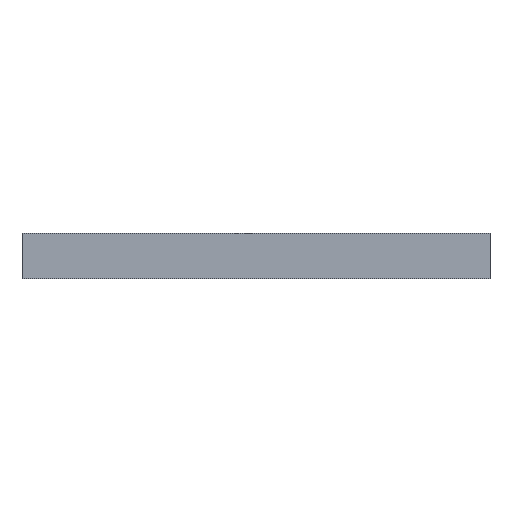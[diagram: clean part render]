
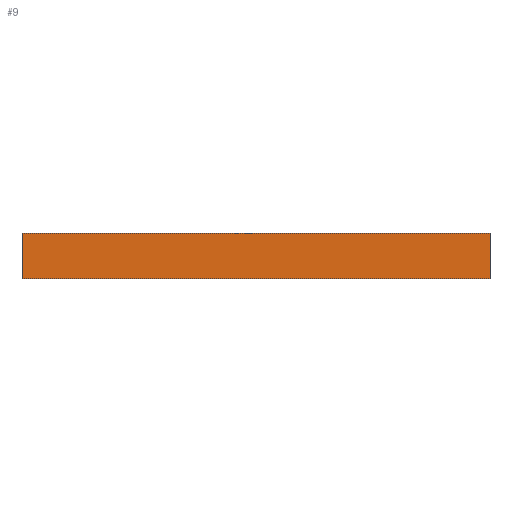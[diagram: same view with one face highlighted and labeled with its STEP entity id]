
A CAD part, left-side view. The second image highlights one B-rep face of the part: STEP entity #9.
In plain terms, the highlighted planar face has unit normal (-1, 0, 0).
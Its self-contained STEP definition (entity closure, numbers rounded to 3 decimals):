
#9 = ADVANCED_FACE ( 'NONE', ( #1001 ), #993, .T. ) ;
#54 = DIRECTION ( 'NONE',  ( 0., -1., 0. ) ) ;
#146 = LINE ( 'NONE', #160, #848 ) ;
#150 = CARTESIAN_POINT ( 'NONE',  ( 0., 0., 3. ) ) ;
#160 = CARTESIAN_POINT ( 'NONE',  ( 0., 0., 0. ) ) ;
#174 = EDGE_CURVE ( 'NONE', #548, #437, #925, .T. ) ;
#276 = EDGE_CURVE ( 'NONE', #548, #646, #146, .T. ) ;
#323 = LINE ( 'NONE', #552, #933 ) ;
#347 = ORIENTED_EDGE ( 'NONE', *, *, #276, .T. ) ;
#368 = DIRECTION ( 'NONE',  ( 0., -1., 0. ) ) ;
#377 = AXIS2_PLACEMENT_3D ( 'NONE', #902, #532, #54 ) ;
#437 = VERTEX_POINT ( 'NONE', #723 ) ;
#457 = LINE ( 'NONE', #150, #622 ) ;
#458 = DIRECTION ( 'NONE',  ( 0., 0., 1. ) ) ;
#463 = DIRECTION ( 'NONE',  ( 0., -1., 0. ) ) ;
#507 = ORIENTED_EDGE ( 'NONE', *, *, #594, .F. ) ;
#528 = EDGE_LOOP ( 'NONE', ( #347, #587, #507, #858 ) ) ;
#532 = DIRECTION ( 'NONE',  ( -1., 0., 0. ) ) ;
#548 = VERTEX_POINT ( 'NONE', #592 ) ;
#552 = CARTESIAN_POINT ( 'NONE',  ( 0., -31., 0. ) ) ;
#587 = ORIENTED_EDGE ( 'NONE', *, *, #744, .T. ) ;
#592 = CARTESIAN_POINT ( 'NONE',  ( 0., 0., 0. ) ) ;
#594 = EDGE_CURVE ( 'NONE', #437, #759, #457, .T. ) ;
#622 = VECTOR ( 'NONE', #463, 1000. ) ;
#638 = DIRECTION ( 'NONE',  ( 0., 0., 1. ) ) ;
#646 = VERTEX_POINT ( 'NONE', #675 ) ;
#675 = CARTESIAN_POINT ( 'NONE',  ( 0., -31., 0. ) ) ;
#701 = CARTESIAN_POINT ( 'NONE',  ( 0., -31., 3. ) ) ;
#723 = CARTESIAN_POINT ( 'NONE',  ( 0., 0., 3. ) ) ;
#744 = EDGE_CURVE ( 'NONE', #646, #759, #323, .T. ) ;
#759 = VERTEX_POINT ( 'NONE', #701 ) ;
#848 = VECTOR ( 'NONE', #368, 1000. ) ;
#858 = ORIENTED_EDGE ( 'NONE', *, *, #174, .F. ) ;
#894 = VECTOR ( 'NONE', #458, 1000. ) ;
#902 = CARTESIAN_POINT ( 'NONE',  ( 0., 0., 0. ) ) ;
#925 = LINE ( 'NONE', #1000, #894 ) ;
#933 = VECTOR ( 'NONE', #638, 1000. ) ;
#993 = PLANE ( 'NONE',  #377 ) ;
#1000 = CARTESIAN_POINT ( 'NONE',  ( 0., 0., 0. ) ) ;
#1001 = FACE_OUTER_BOUND ( 'NONE', #528, .T. ) ;
